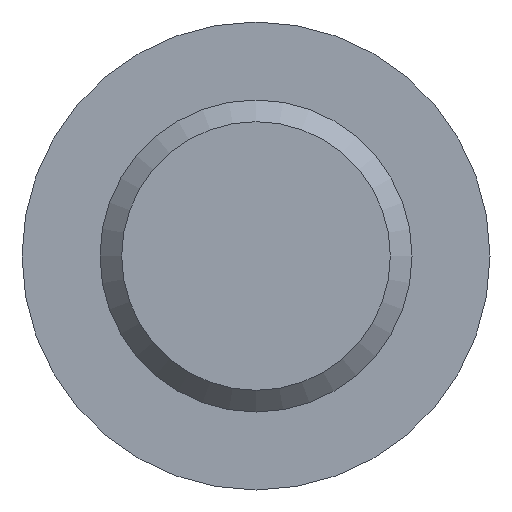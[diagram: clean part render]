
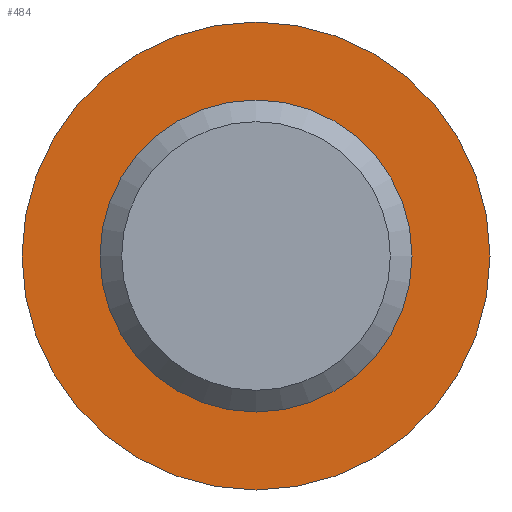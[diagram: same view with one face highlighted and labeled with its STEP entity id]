
A CAD part, front view. The second image highlights one B-rep face of the part: STEP entity #484.
In plain terms, the highlighted planar face has unit normal (0, -1, 0).
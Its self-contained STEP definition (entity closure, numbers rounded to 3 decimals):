
#17 = CIRCLE ( 'NONE', #472, 9. ) ;
#35 = ORIENTED_EDGE ( 'NONE', *, *, #492, .T. ) ;
#78 = DIRECTION ( 'NONE',  ( 0., 0., -1. ) ) ;
#80 = AXIS2_PLACEMENT_3D ( 'NONE', #291, #337, #451 ) ;
#83 = CARTESIAN_POINT ( 'NONE',  ( 0., 130., 0. ) ) ;
#116 = FACE_OUTER_BOUND ( 'NONE', #213, .T. ) ;
#162 = FACE_BOUND ( 'NONE', #222, .T. ) ;
#174 = CARTESIAN_POINT ( 'NONE',  ( 0., 130., -9. ) ) ;
#213 = EDGE_LOOP ( 'NONE', ( #35 ) ) ;
#216 = CARTESIAN_POINT ( 'NONE',  ( 0., 130., -13.5 ) ) ;
#222 = EDGE_LOOP ( 'NONE', ( #268 ) ) ;
#241 = CARTESIAN_POINT ( 'NONE',  ( 0., 130., 0. ) ) ;
#268 = ORIENTED_EDGE ( 'NONE', *, *, #408, .F. ) ;
#269 = VERTEX_POINT ( 'NONE', #216 ) ;
#291 = CARTESIAN_POINT ( 'NONE',  ( -9., 130., 0. ) ) ;
#299 = VERTEX_POINT ( 'NONE', #174 ) ;
#301 = AXIS2_PLACEMENT_3D ( 'NONE', #83, #409, #78 ) ;
#326 = DIRECTION ( 'NONE',  ( 0., 0., -1. ) ) ;
#337 = DIRECTION ( 'NONE',  ( 0., 1., 0. ) ) ;
#364 = DIRECTION ( 'NONE',  ( 0., -1., 0. ) ) ;
#408 = EDGE_CURVE ( 'NONE', #299, #299, #17, .T. ) ;
#409 = DIRECTION ( 'NONE',  ( 0., -1., 0. ) ) ;
#451 = DIRECTION ( 'NONE',  ( 0., 0., 1. ) ) ;
#472 = AXIS2_PLACEMENT_3D ( 'NONE', #241, #364, #326 ) ;
#484 = ADVANCED_FACE ( 'NONE', ( #162, #116 ), #489, .F. ) ;
#489 = PLANE ( 'NONE',  #80 ) ;
#492 = EDGE_CURVE ( 'NONE', #269, #269, #535, .T. ) ;
#535 = CIRCLE ( 'NONE', #301, 13.5 ) ;
